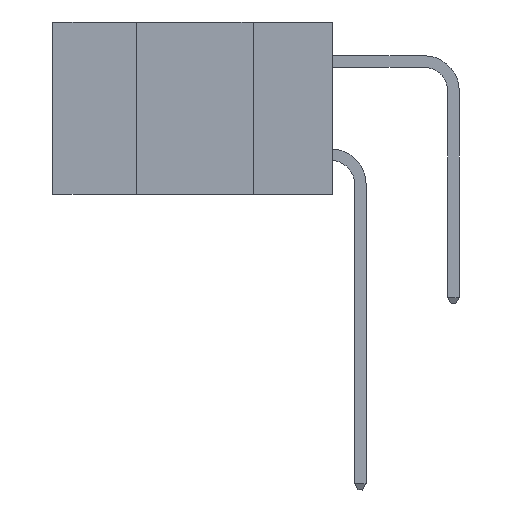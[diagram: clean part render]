
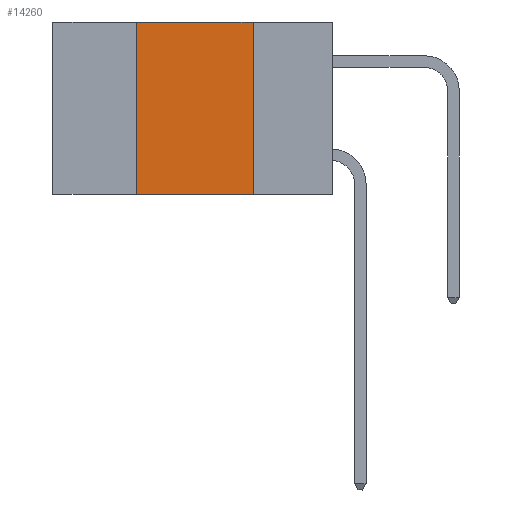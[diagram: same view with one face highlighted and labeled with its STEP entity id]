
A CAD part, left-side view. The second image highlights one B-rep face of the part: STEP entity #14260.
In plain terms, the highlighted planar face has unit normal (-1, 0, 0).
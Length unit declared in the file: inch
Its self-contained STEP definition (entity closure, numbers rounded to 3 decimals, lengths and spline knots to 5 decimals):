
#1009 = CARTESIAN_POINT ( 'NONE',  ( 0., 0.17, 0. ) ) ;
#1050 = ORIENTED_EDGE ( 'NONE', *, *, #2863, .F. ) ;
#2660 = VERTEX_POINT ( 'NONE', #5385 ) ;
#2863 = EDGE_CURVE ( 'NONE', #6531, #4748, #9204, .T. ) ;
#3192 = CARTESIAN_POINT ( 'NONE',  ( 0., 0.6, 0. ) ) ;
#4682 = VERTEX_POINT ( 'NONE', #10335 ) ;
#4748 = VERTEX_POINT ( 'NONE', #8198 ) ;
#5385 = CARTESIAN_POINT ( 'NONE',  ( 0., 0.42, 0. ) ) ;
#5873 = DIRECTION ( 'NONE',  ( 0., -1., 0. ) ) ;
#6121 = DIRECTION ( 'NONE',  ( 0., 0., 1. ) ) ;
#6235 = EDGE_CURVE ( 'NONE', #4682, #2660, #12457, .T. ) ;
#6394 = ORIENTED_EDGE ( 'NONE', *, *, #14754, .T. ) ;
#6435 = VECTOR ( 'NONE', #6121, 39.37008 ) ;
#6531 = VERTEX_POINT ( 'NONE', #1009 ) ;
#6816 = EDGE_CURVE ( 'NONE', #2660, #6531, #15533, .T. ) ;
#6913 = CARTESIAN_POINT ( 'NONE',  ( 0., 0.6, 0. ) ) ;
#7426 = VECTOR ( 'NONE', #8325, 39.37008 ) ;
#8198 = CARTESIAN_POINT ( 'NONE',  ( 0., 0.17, -0.37 ) ) ;
#8325 = DIRECTION ( 'NONE',  ( 0., 0., -1. ) ) ;
#8717 = CARTESIAN_POINT ( 'NONE',  ( 0., 0.6, -0.37 ) ) ;
#8860 = VECTOR ( 'NONE', #5873, 39.37008 ) ;
#9204 = LINE ( 'NONE', #13182, #7426 ) ;
#9213 = DIRECTION ( 'NONE',  ( 1., 0., 0. ) ) ;
#10243 = EDGE_LOOP ( 'NONE', ( #1050, #10534, #12158, #6394 ) ) ;
#10335 = CARTESIAN_POINT ( 'NONE',  ( 0., 0.42, -0.37 ) ) ;
#10392 = LINE ( 'NONE', #8717, #11328 ) ;
#10485 = CARTESIAN_POINT ( 'NONE',  ( 0., 0.42, 0. ) ) ;
#10534 = ORIENTED_EDGE ( 'NONE', *, *, #6816, .F. ) ;
#11197 = DIRECTION ( 'NONE',  ( 0., -1., 0. ) ) ;
#11328 = VECTOR ( 'NONE', #11197, 39.37008 ) ;
#11676 = DIRECTION ( 'NONE',  ( 0., 0., -1. ) ) ;
#11848 = AXIS2_PLACEMENT_3D ( 'NONE', #3192, #9213, #11676 ) ;
#12158 = ORIENTED_EDGE ( 'NONE', *, *, #6235, .F. ) ;
#12457 = LINE ( 'NONE', #10485, #6435 ) ;
#12952 = PLANE ( 'NONE',  #11848 ) ;
#13182 = CARTESIAN_POINT ( 'NONE',  ( 0., 0.17, 0. ) ) ;
#14260 = ADVANCED_FACE ( 'NONE', ( #15155 ), #12952, .F. ) ;
#14754 = EDGE_CURVE ( 'NONE', #4682, #4748, #10392, .T. ) ;
#15155 = FACE_OUTER_BOUND ( 'NONE', #10243, .T. ) ;
#15533 = LINE ( 'NONE', #6913, #8860 ) ;
